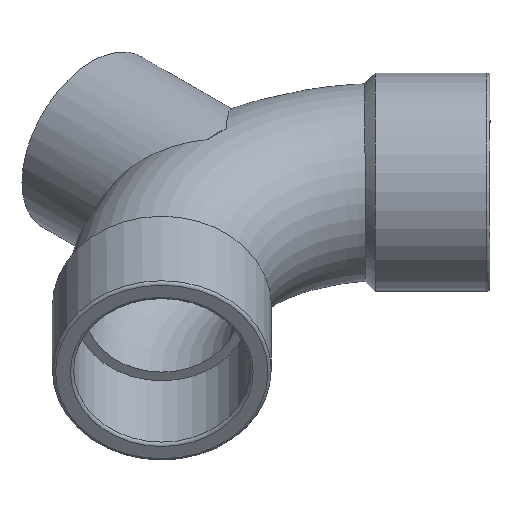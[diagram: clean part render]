
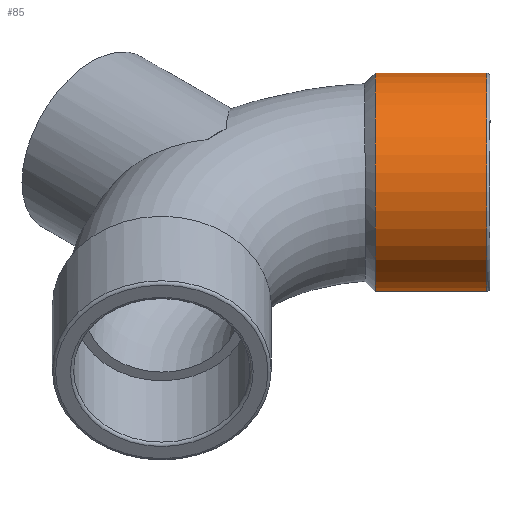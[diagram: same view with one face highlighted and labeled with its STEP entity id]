
A CAD part, isometric view. The second image highlights one B-rep face of the part: STEP entity #85.
In plain terms, the highlighted cylindrical face has radius 31 mm (diameter 62 mm), a full revolution.
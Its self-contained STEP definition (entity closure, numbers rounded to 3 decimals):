
#85 = ADVANCED_FACE( '', ( #185, #186 ), #187, .T. );
#185 = FACE_OUTER_BOUND( '', #290, .T. );
#186 = FACE_OUTER_BOUND( '', #291, .T. );
#187 = CYLINDRICAL_SURFACE( '', #292, 31. );
#290 = EDGE_LOOP( '', ( #438 ) );
#291 = EDGE_LOOP( '', ( #439 ) );
#292 = AXIS2_PLACEMENT_3D( '', #440, #441, #442 );
#438 = ORIENTED_EDGE( '', *, *, #500, .T. );
#439 = ORIENTED_EDGE( '', *, *, #514, .F. );
#440 = CARTESIAN_POINT( '', ( 65.761, -93.761, 0. ) );
#441 = DIRECTION( '', ( -0.707, 0.707, 0. ) );
#442 = DIRECTION( '', ( 0.707, 0.707, 0. ) );
#500 = EDGE_CURVE( '', #568, #568, #569, .T. );
#514 = EDGE_CURVE( '', #590, #590, #591, .T. );
#568 = VERTEX_POINT( '', #777 );
#569 = CIRCLE( '', #778, 31. );
#590 = VERTEX_POINT( '', #921 );
#591 = CIRCLE( '', #922, 31. );
#777 = CARTESIAN_POINT( '', ( 64.666, -48.825, 0. ) );
#778 = AXIS2_PLACEMENT_3D( '', #1213, #1214, #1215 );
#921 = CARTESIAN_POINT( '', ( 87.045, -71.204, 0. ) );
#922 = AXIS2_PLACEMENT_3D( '', #1231, #1232, #1233 );
#1213 = CARTESIAN_POINT( '', ( 42.746, -70.746, 0. ) );
#1214 = DIRECTION( '', ( 0.707, -0.707, 0. ) );
#1215 = DIRECTION( '', ( 0.707, 0.707, 0. ) );
#1231 = CARTESIAN_POINT( '', ( 65.125, -93.125, 0. ) );
#1232 = DIRECTION( '', ( 0.707, -0.707, 0. ) );
#1233 = DIRECTION( '', ( 0.707, 0.707, 0. ) );
